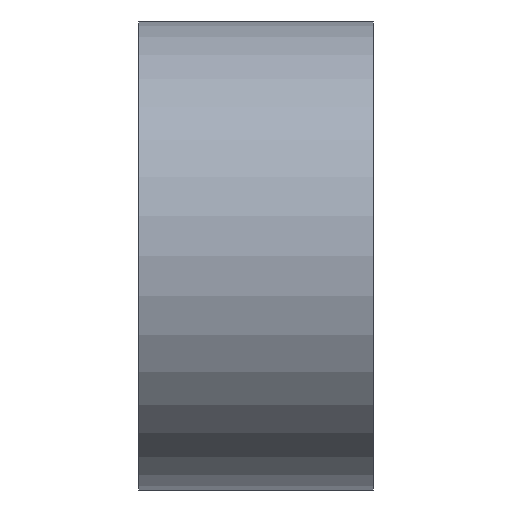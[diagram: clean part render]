
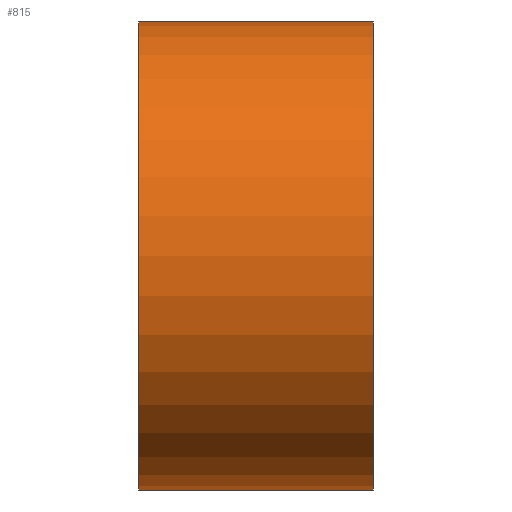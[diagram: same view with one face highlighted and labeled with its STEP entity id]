
A CAD part, left-side view. The second image highlights one B-rep face of the part: STEP entity #815.
In plain terms, the highlighted cylindrical face has radius 4 mm (diameter 8 mm), a partial arc.
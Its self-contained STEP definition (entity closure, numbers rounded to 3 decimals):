
#55=FACE_OUTER_BOUND('',#103,.T.);
#103=EDGE_LOOP('',(#549,#550,#551,#552));
#167=LINE('',#1299,#223);
#168=LINE('',#1302,#224);
#223=VECTOR('',#1019,4.);
#224=VECTOR('',#1022,4.);
#281=CIRCLE('',#894,4.);
#282=CIRCLE('',#895,4.);
#345=VERTEX_POINT('',#1295);
#346=VERTEX_POINT('',#1296);
#347=VERTEX_POINT('',#1298);
#348=VERTEX_POINT('',#1300);
#427=EDGE_CURVE('',#345,#346,#281,.T.);
#428=EDGE_CURVE('',#345,#347,#167,.T.);
#429=EDGE_CURVE('',#347,#348,#282,.T.);
#430=EDGE_CURVE('',#348,#346,#168,.T.);
#549=ORIENTED_EDGE('',*,*,#427,.F.);
#550=ORIENTED_EDGE('',*,*,#428,.T.);
#551=ORIENTED_EDGE('',*,*,#429,.T.);
#552=ORIENTED_EDGE('',*,*,#430,.T.);
#783=CYLINDRICAL_SURFACE('',#893,4.);
#815=ADVANCED_FACE('',(#55),#783,.T.);
#893=AXIS2_PLACEMENT_3D('',#1294,#1015,#1016);
#894=AXIS2_PLACEMENT_3D('',#1297,#1017,#1018);
#895=AXIS2_PLACEMENT_3D('',#1301,#1020,#1021);
#1015=DIRECTION('center_axis',(0.,-1.,0.));
#1016=DIRECTION('ref_axis',(-1.,0.,0.));
#1017=DIRECTION('center_axis',(0.,1.,0.));
#1018=DIRECTION('ref_axis',(0.,0.,1.));
#1019=DIRECTION('',(0.,-1.,0.));
#1020=DIRECTION('center_axis',(0.,1.,0.));
#1021=DIRECTION('ref_axis',(0.,0.,1.));
#1022=DIRECTION('',(0.,1.,0.));
#1294=CARTESIAN_POINT('Origin',(0.,4.,0.));
#1295=CARTESIAN_POINT('',(2.474,4.,-3.143));
#1296=CARTESIAN_POINT('',(2.474,4.,3.143));
#1297=CARTESIAN_POINT('Origin',(0.,4.,0.));
#1298=CARTESIAN_POINT('',(2.474,0.,-3.143));
#1299=CARTESIAN_POINT('',(2.474,4.,-3.143));
#1300=CARTESIAN_POINT('',(2.474,0.,3.143));
#1301=CARTESIAN_POINT('Origin',(0.,0.,0.));
#1302=CARTESIAN_POINT('',(2.474,0.,3.143));
